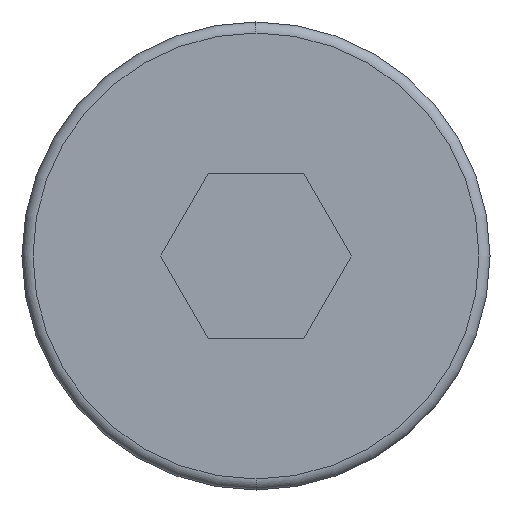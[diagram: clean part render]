
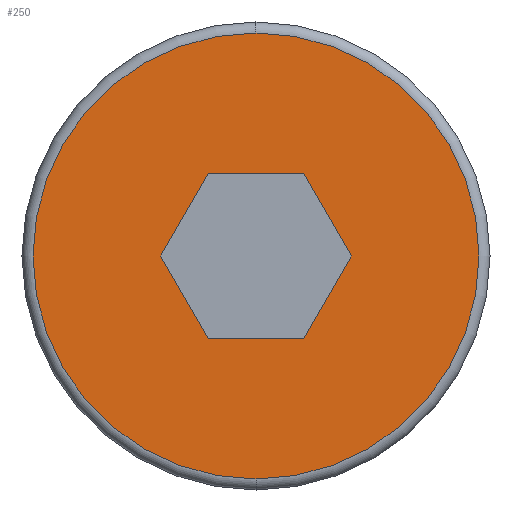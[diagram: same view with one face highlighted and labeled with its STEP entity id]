
A CAD part, left-side view. The second image highlights one B-rep face of the part: STEP entity #250.
In plain terms, the highlighted planar face has unit normal (-1, 0, 0).
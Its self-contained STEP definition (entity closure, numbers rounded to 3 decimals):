
#12 = AXIS2_PLACEMENT_3D ( 'NONE', #146, #784, #332 ) ;
#15 = DIRECTION ( 'NONE',  ( 0., -0.5, 0.866 ) ) ;
#22 = CARTESIAN_POINT ( 'NONE',  ( -3.8, -0.866, -1.5 ) ) ;
#37 = CARTESIAN_POINT ( 'NONE',  ( -3.8, 0.866, -1.5 ) ) ;
#41 = CARTESIAN_POINT ( 'NONE',  ( -3.8, 1.732, 0. ) ) ;
#48 = ORIENTED_EDGE ( 'NONE', *, *, #187, .F. ) ;
#50 = EDGE_CURVE ( 'NONE', #179, #281, #569, .T. ) ;
#53 = ORIENTED_EDGE ( 'NONE', *, *, #176, .F. ) ;
#62 = ORIENTED_EDGE ( 'NONE', *, *, #299, .F. ) ;
#102 = CARTESIAN_POINT ( 'NONE',  ( -3.8, 0., -4.05 ) ) ;
#103 = EDGE_LOOP ( 'NONE', ( #484, #727, #48, #53, #261, #62 ) ) ;
#112 = CARTESIAN_POINT ( 'NONE',  ( -3.8, 0.866, -1.5 ) ) ;
#119 = DIRECTION ( 'NONE',  ( -1., 0., 0. ) ) ;
#123 = VERTEX_POINT ( 'NONE', #112 ) ;
#133 = LINE ( 'NONE', #41, #789 ) ;
#142 = CARTESIAN_POINT ( 'NONE',  ( -3.8, -0.866, -1.5 ) ) ;
#146 = CARTESIAN_POINT ( 'NONE',  ( -3.8, 0., 0. ) ) ;
#157 = VECTOR ( 'NONE', #168, 1000. ) ;
#168 = DIRECTION ( 'NONE',  ( 0., 1., 0. ) ) ;
#176 = EDGE_CURVE ( 'NONE', #753, #362, #315, .T. ) ;
#179 = VERTEX_POINT ( 'NONE', #102 ) ;
#182 = EDGE_CURVE ( 'NONE', #486, #753, #633, .T. ) ;
#187 = EDGE_CURVE ( 'NONE', #362, #593, #133, .T. ) ;
#188 = AXIS2_PLACEMENT_3D ( 'NONE', #444, #714, #648 ) ;
#222 = EDGE_CURVE ( 'NONE', #281, #179, #766, .T. ) ;
#242 = VERTEX_POINT ( 'NONE', #22 ) ;
#243 = CARTESIAN_POINT ( 'NONE',  ( -3.8, 0., 0. ) ) ;
#250 = ADVANCED_FACE ( 'NONE', ( #746, #262 ), #329, .F. ) ;
#261 = ORIENTED_EDGE ( 'NONE', *, *, #182, .F. ) ;
#262 = FACE_OUTER_BOUND ( 'NONE', #678, .T. ) ;
#281 = VERTEX_POINT ( 'NONE', #640 ) ;
#286 = CARTESIAN_POINT ( 'NONE',  ( -3.8, -0.866, 1.5 ) ) ;
#291 = ORIENTED_EDGE ( 'NONE', *, *, #222, .T. ) ;
#299 = EDGE_CURVE ( 'NONE', #242, #486, #368, .T. ) ;
#302 = LINE ( 'NONE', #37, #634 ) ;
#315 = LINE ( 'NONE', #665, #157 ) ;
#327 = CARTESIAN_POINT ( 'NONE',  ( -3.8, 0.866, 1.5 ) ) ;
#329 = PLANE ( 'NONE',  #188 ) ;
#332 = DIRECTION ( 'NONE',  ( 0., 0., -1. ) ) ;
#362 = VERTEX_POINT ( 'NONE', #327 ) ;
#368 = LINE ( 'NONE', #142, #547 ) ;
#407 = DIRECTION ( 'NONE',  ( 0., -1., 0. ) ) ;
#444 = CARTESIAN_POINT ( 'NONE',  ( -3.8, 0., 0. ) ) ;
#459 = CARTESIAN_POINT ( 'NONE',  ( -3.8, 0.866, -1.5 ) ) ;
#463 = VECTOR ( 'NONE', #668, 1000. ) ;
#467 = DIRECTION ( 'NONE',  ( 0., -0.5, -0.866 ) ) ;
#483 = LINE ( 'NONE', #459, #813 ) ;
#484 = ORIENTED_EDGE ( 'NONE', *, *, #597, .F. ) ;
#486 = VERTEX_POINT ( 'NONE', #631 ) ;
#539 = AXIS2_PLACEMENT_3D ( 'NONE', #243, #119, #545 ) ;
#545 = DIRECTION ( 'NONE',  ( 0., 0., -1. ) ) ;
#547 = VECTOR ( 'NONE', #15, 1000. ) ;
#569 = CIRCLE ( 'NONE', #539, 4.05 ) ;
#593 = VERTEX_POINT ( 'NONE', #786 ) ;
#597 = EDGE_CURVE ( 'NONE', #123, #242, #483, .T. ) ;
#601 = DIRECTION ( 'NONE',  ( 0., 0.5, -0.866 ) ) ;
#631 = CARTESIAN_POINT ( 'NONE',  ( -3.8, -1.732, 0. ) ) ;
#633 = LINE ( 'NONE', #796, #463 ) ;
#634 = VECTOR ( 'NONE', #467, 1000. ) ;
#635 = EDGE_CURVE ( 'NONE', #593, #123, #302, .T. ) ;
#640 = CARTESIAN_POINT ( 'NONE',  ( -3.8, 0., 4.05 ) ) ;
#648 = DIRECTION ( 'NONE',  ( 0., 0., -1. ) ) ;
#665 = CARTESIAN_POINT ( 'NONE',  ( -3.8, 0.866, 1.5 ) ) ;
#668 = DIRECTION ( 'NONE',  ( 0., 0.5, 0.866 ) ) ;
#678 = EDGE_LOOP ( 'NONE', ( #758, #291 ) ) ;
#714 = DIRECTION ( 'NONE',  ( 1., 0., 0. ) ) ;
#727 = ORIENTED_EDGE ( 'NONE', *, *, #635, .F. ) ;
#746 = FACE_BOUND ( 'NONE', #103, .T. ) ;
#753 = VERTEX_POINT ( 'NONE', #286 ) ;
#758 = ORIENTED_EDGE ( 'NONE', *, *, #50, .T. ) ;
#766 = CIRCLE ( 'NONE', #12, 4.05 ) ;
#784 = DIRECTION ( 'NONE',  ( -1., 0., 0. ) ) ;
#786 = CARTESIAN_POINT ( 'NONE',  ( -3.8, 1.732, 0. ) ) ;
#789 = VECTOR ( 'NONE', #601, 1000. ) ;
#796 = CARTESIAN_POINT ( 'NONE',  ( -3.8, -1.732, 0. ) ) ;
#813 = VECTOR ( 'NONE', #407, 1000. ) ;
